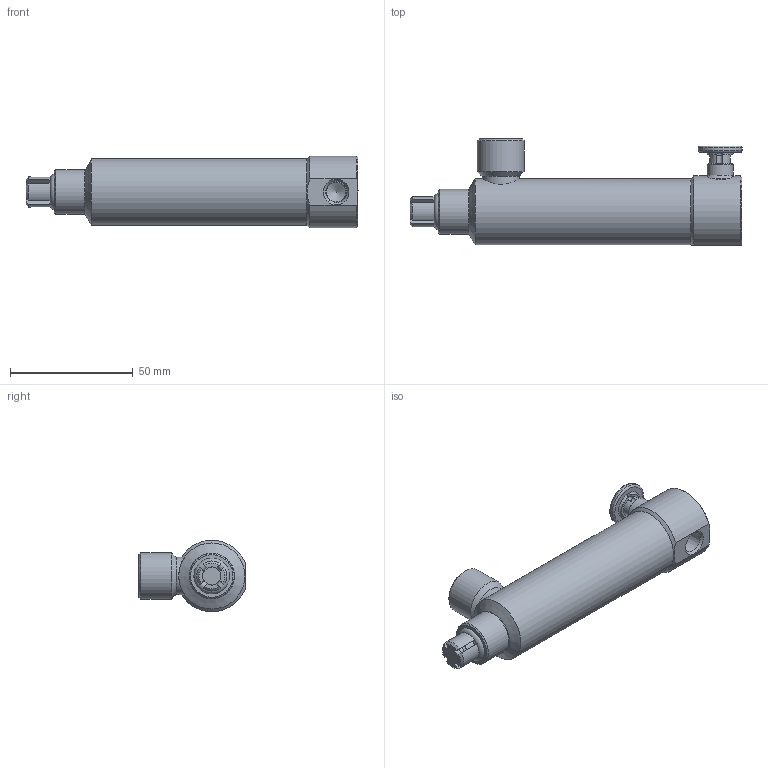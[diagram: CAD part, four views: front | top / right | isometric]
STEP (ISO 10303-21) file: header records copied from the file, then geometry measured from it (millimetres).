
FILE_DESCRIPTION(/* description */ (''),/* implementation_level */ '2;1');
FILE_NAME(/* name */ 'FNV128041.stp',/* time_stamp */ '2016-01-28T08:10:11-06:00',/* author */ ('scottg'),/* organization */ ('FasTest,Inc.'),/* preprocessor_version */ 'ST-DEVELOPER v16.1',/* originating_system */ 'Autodesk Inventor 2016',/* authorisation */ '');
FILE_SCHEMA (('AUTOMOTIVE_DESIGN { 1 0 10303 214 3 1 1 }'));
Length unit declared in the file: inch
Products named in the file (1): FNV128041
Bounding box: 135.34 x 43.31 x 29.21 mm (x, y, z)
Surface area: 14888.9 mm2 (no closed solid volume)
Topology: 0 solids, 1 shells, 95 faces, 245 edges, 158 vertices
Faces by surface type: cylinder 30, plane 29, cone 24, torus 10, sphere 2
Full cylindrical faces by diameter (mm): 3.353 x1, 5.334 x1, 7.315 x1, 7.95 x1, 10.668 x1, 10.719 x1, 15.189 x1, 17.78 x1, 18.313 x1, 19.05 x1, 26.924 x1
Entity records: 2956 total; most frequent: CARTESIAN_POINT 785, DIRECTION 425, ORIENTED_EDGE 396, EDGE_CURVE 198, AXIS2_PLACEMENT_3D 187, VERTEX_POINT 143, EDGE_LOOP 133, FACE_OUTER_BOUND 95
